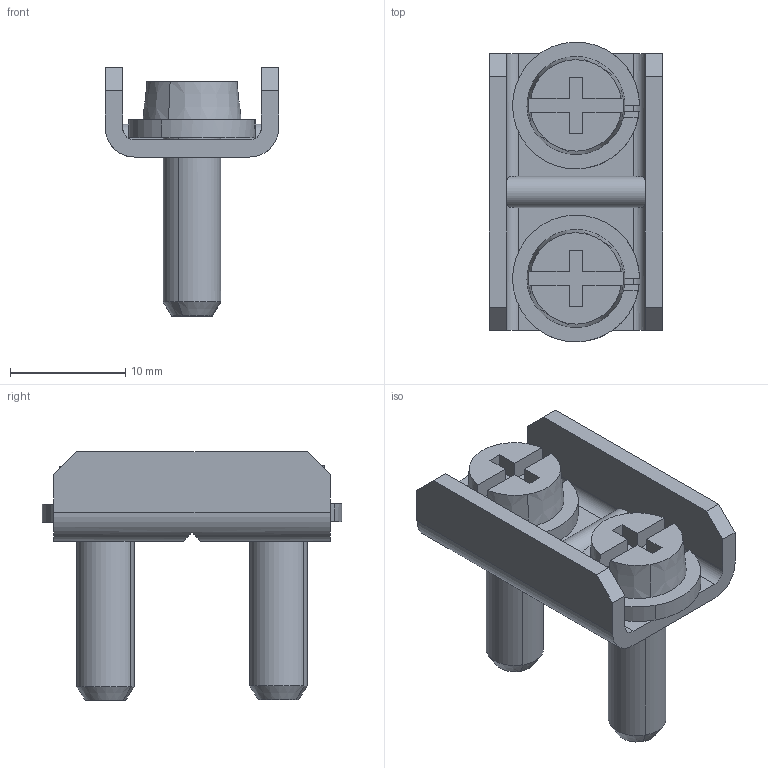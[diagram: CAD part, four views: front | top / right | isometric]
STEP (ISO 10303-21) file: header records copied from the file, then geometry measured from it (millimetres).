
FILE_DESCRIPTION(('CATIA V5 STEP','CAx-IF Rec.Pracs.--- Model Styling and Organization---1.4--- 2014-01-23'),'2;1');
FILE_NAME('K5041013_Schellenklemme_nachruestbar_S00-Z_L.stp','2022-04-06T12:01:12+00:00',('none'),('none'),'CATIA Version 5-6 Release 2019 SP5 HF6','CATIA V5 STEP AP214 v1','none');
FILE_SCHEMA(('AUTOMOTIVE_DESIGN { 1 0 10303 214 1 1 1 1 }'));
Length unit declared in the file: millimetre
Products named in the file (3): K5041013_Schellenklemme nachruestbar S00-Z T/L_R0.1; 154223_Klemmenoberteil; 60595_PZ-Kombi Kreuzschlitz
Assembly tree (3 placements, depth 2):
  K5041013_Schellenklemme nachruestbar S00-Z T/L_R0.1
    154223_Klemmenoberteil
    60595_PZ-Kombi Kreuzschlitz  x2
Bounding box: 15 x 26 x 21.57 mm (x, y, z)
Volume: 2057.1 mm3; surface area: 2545.5 mm2
Topology: 3 solids, 3 shells, 87 faces, 233 edges, 152 vertices
Faces by surface type: plane 58, cylinder 21, cone 8
Entity records: 1851 total; most frequent: CARTESIAN_POINT 376, ORIENTED_EDGE 314, DIRECTION 231, EDGE_CURVE 157, VERTEX_POINT 103, VECTOR 94, LINE 94, AXIS2_PLACEMENT_3D 89
